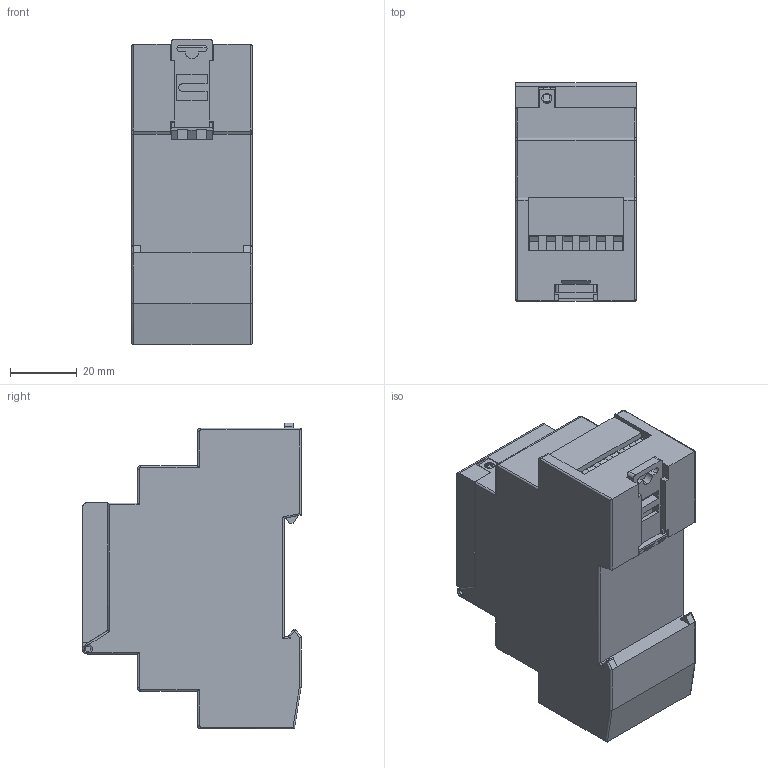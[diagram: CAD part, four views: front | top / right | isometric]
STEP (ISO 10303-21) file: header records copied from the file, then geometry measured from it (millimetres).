
FILE_DESCRIPTION (( 'STEP AP214' ), '1' );
FILE_NAME ('RKF-2S.ÃÌ Ðåëå êîíòðîëÿ ôàç ñ LCD äèñïëååì (ñ íåéòðàëüþ) RKF-2S.STEP', '2024-07-30T10:23:05', ( '' ), ( '' ), 'SwSTEP 2.0', 'SolidWorks 2021', '' );
FILE_SCHEMA (( 'AUTOMOTIVE_DESIGN' ));
Length unit declared in the file: millimetre
Products named in the file (4): Êîïèÿ rkf-2s.ÃÌ-00.00.001 Êîðïóñ^RKF-2S.ÃÌ Ðåëå êîíòðîëÿ ôàç ñ LCD äèñïëååì (ñ íåéòðàëüþ) RKF-2S_00; Êîïèÿ rkf-2s.ÃÌ-00.00.003 Çàùåëêà^RKF-2S.ÃÌ Ðåëå êîíòðîëÿ ôàç ñ LCD äèñïëååì (ñ íåéòðàëüþ) RKF-2S_00; Êîïèÿ rkf-2s.ÃÌ-00.00.002 Êðûøêà çàùèòíàÿ^RKF-2S.ÃÌ Ðåëå êîíòðîëÿ ôàç ñ LCD äèñïëååì (ñ íåéòðàëüþ) RKF-2S_00; RKF-2S.ÃÌ Ðåëå êîíòðîëÿ ôàç ñ LCD äèñïëååì (ñ íåéòðàëüþ) RKF-2S
Assembly tree (3 placements, depth 2):
  RKF-2S.ÃÌ Ðåëå êîíòðîëÿ ôàç ñ LCD äèñïëååì (ñ íåéòðàëüþ) RKF-2S
    Êîïèÿ rkf-2s.ÃÌ-00.00.001 Êîðïóñ^RKF-2S.ÃÌ Ðåëå êîíòðîëÿ ôàç ñ LCD äèñïëååì (ñ íåéòðàëüþ) RKF-2S_00
    Êîïèÿ rkf-2s.ÃÌ-00.00.003 Çàùåëêà^RKF-2S.ÃÌ Ðåëå êîíòðîëÿ ôàç ñ LCD äèñïëååì (ñ íåéòðàëüþ) RKF-2S_00
    Êîïèÿ rkf-2s.ÃÌ-00.00.002 Êðûøêà çàùèòíàÿ^RKF-2S.ÃÌ Ðåëå êîíòðîëÿ ôàç ñ LCD äèñïëååì (ñ íåéòðàëüþ) RKF-2S_00
Bounding box: 36 x 65.3 x 91.5 mm (x, y, z)
Volume: 152591.2 mm3; surface area: 28400.3 mm2
Topology: 3 solids, 3 shells, 981 faces, 2684 edges, 1766 vertices
Faces by surface type: plane 695, bspline 144, cylinder 116, torus 14, cone 12
Entity records: 38937 total; most frequent: CARTESIAN_POINT 14790, ORIENTED_EDGE 5364, DIRECTION 4290, EDGE_CURVE 2682, VECTOR 2096, LINE 2096, VERTEX_POINT 1766, AXIS2_PLACEMENT_3D 1097
